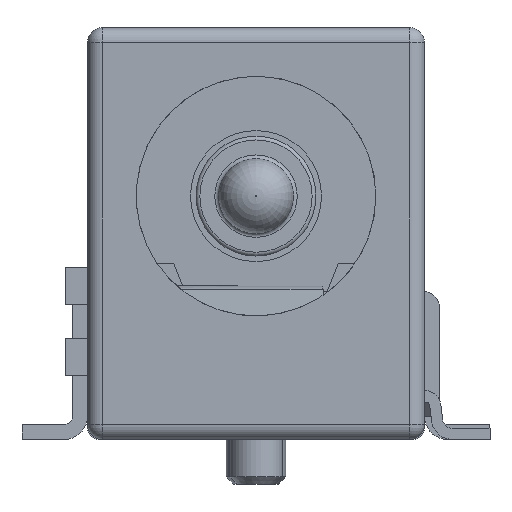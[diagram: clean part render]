
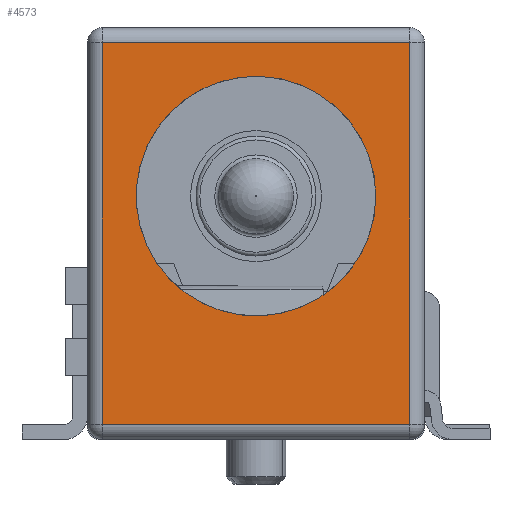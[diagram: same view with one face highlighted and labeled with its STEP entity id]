
A CAD part, front view. The second image highlights one B-rep face of the part: STEP entity #4573.
In plain terms, the highlighted planar face has unit normal (0, -1, 0).
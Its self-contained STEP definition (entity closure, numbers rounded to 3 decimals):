
#160=CIRCLE('',#4925,3.2);
#401=ORIENTED_EDGE('',*,*,#1705,.T.);
#402=ORIENTED_EDGE('',*,*,#1706,.T.);
#403=ORIENTED_EDGE('',*,*,#1707,.T.);
#404=ORIENTED_EDGE('',*,*,#1708,.T.);
#405=ORIENTED_EDGE('',*,*,#1709,.T.);
#1705=EDGE_CURVE('',#2350,#2351,#2799,.F.);
#1706=EDGE_CURVE('',#2351,#2352,#2800,.F.);
#1707=EDGE_CURVE('',#2352,#2353,#2801,.F.);
#1708=EDGE_CURVE('',#2353,#2350,#2802,.F.);
#1709=EDGE_CURVE('',#2354,#2354,#160,.T.);
#2350=VERTEX_POINT('',#6896);
#2351=VERTEX_POINT('',#6897);
#2352=VERTEX_POINT('',#6899);
#2353=VERTEX_POINT('',#6901);
#2354=VERTEX_POINT('',#6904);
#2799=LINE('',#6895,#3305);
#2800=LINE('',#6898,#3306);
#2801=LINE('',#6900,#3307);
#2802=LINE('',#6902,#3308);
#3305=VECTOR('',#5463,1000.);
#3306=VECTOR('',#5464,1000.);
#3307=VECTOR('',#5465,1000.);
#3308=VECTOR('',#5466,1000.);
#3735=EDGE_LOOP('',(#401,#402,#403,#404));
#3736=EDGE_LOOP('',(#405));
#4062=FACE_BOUND('',#3735,.T.);
#4063=FACE_BOUND('',#3736,.T.);
#4385=PLANE('',#4924);
#4573=ADVANCED_FACE('',(#4062,#4063),#4385,.F.);
#4924=AXIS2_PLACEMENT_3D('',#6894,#5461,#5462);
#4925=AXIS2_PLACEMENT_3D('',#6903,#5467,#5468);
#5461=DIRECTION('',(0.,1.,0.));
#5462=DIRECTION('',(0.,0.,1.));
#5463=DIRECTION('',(0.,0.,1.));
#5464=DIRECTION('',(-1.,0.,0.));
#5465=DIRECTION('',(0.,0.,-1.));
#5466=DIRECTION('',(1.,0.,0.));
#5467=DIRECTION('',(0.,1.,0.));
#5468=DIRECTION('',(1.,0.,0.));
#6894=CARTESIAN_POINT('',(0.,-5.95,0.));
#6895=CARTESIAN_POINT('',(-4.1,-5.95,-5.5));
#6896=CARTESIAN_POINT('',(-4.1,-5.95,5.1));
#6897=CARTESIAN_POINT('',(-4.1,-5.95,-5.1));
#6898=CARTESIAN_POINT('',(4.5,-5.95,-5.1));
#6899=CARTESIAN_POINT('',(4.1,-5.95,-5.1));
#6900=CARTESIAN_POINT('',(4.1,-5.95,5.5));
#6901=CARTESIAN_POINT('',(4.1,-5.95,5.1));
#6902=CARTESIAN_POINT('',(-4.5,-5.95,5.1));
#6903=CARTESIAN_POINT('',(0.,-5.95,1.));
#6904=CARTESIAN_POINT('',(3.2,-5.95,1.));
